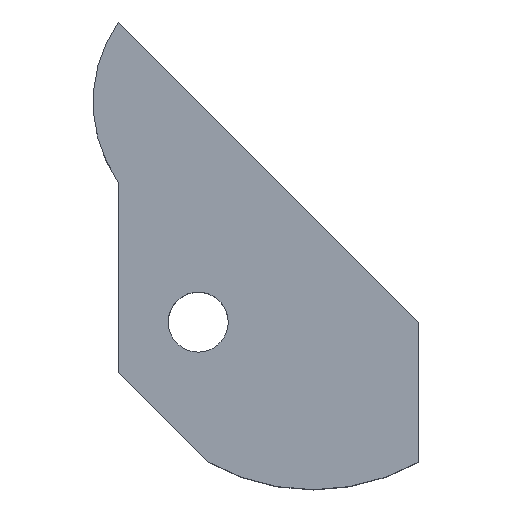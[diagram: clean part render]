
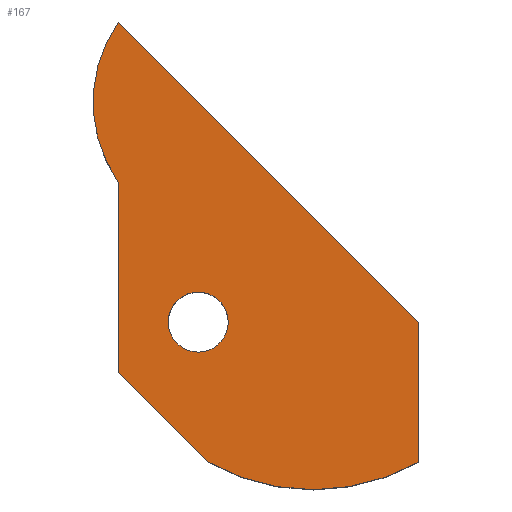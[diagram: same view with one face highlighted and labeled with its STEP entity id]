
A CAD part, top view. The second image highlights one B-rep face of the part: STEP entity #167.
In plain terms, the highlighted planar face has unit normal (0, 0, 1).
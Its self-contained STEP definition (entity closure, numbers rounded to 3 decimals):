
#19=FACE_BOUND('',#39,.T.);
#28=FACE_OUTER_BOUND('',#38,.T.);
#38=EDGE_LOOP('',(#146,#147,#148,#149,#150,#151));
#39=EDGE_LOOP('',(#152));
#43=CIRCLE('',#193,1.5);
#44=CIRCLE('',#195,7.02);
#45=CIRCLE('',#199,10.695);
#53=LINE('',#278,#68);
#55=LINE('',#282,#70);
#58=LINE('',#290,#73);
#60=LINE('',#293,#75);
#68=VECTOR('',#230,10.);
#70=VECTOR('',#234,10.);
#73=VECTOR('',#243,10.);
#75=VECTOR('',#247,10.);
#83=VERTEX_POINT('',#267);
#84=VERTEX_POINT('',#271);
#85=VERTEX_POINT('',#273);
#86=VERTEX_POINT('',#277);
#87=VERTEX_POINT('',#281);
#88=VERTEX_POINT('',#285);
#89=VERTEX_POINT('',#289);
#97=EDGE_CURVE('',#83,#83,#43,.T.);
#100=EDGE_CURVE('',#85,#84,#44,.T.);
#102=EDGE_CURVE('',#86,#85,#53,.T.);
#104=EDGE_CURVE('',#87,#86,#55,.T.);
#106=EDGE_CURVE('',#88,#87,#45,.T.);
#108=EDGE_CURVE('',#89,#88,#58,.T.);
#110=EDGE_CURVE('',#84,#89,#60,.T.);
#146=ORIENTED_EDGE('',*,*,#110,.T.);
#147=ORIENTED_EDGE('',*,*,#108,.T.);
#148=ORIENTED_EDGE('',*,*,#106,.T.);
#149=ORIENTED_EDGE('',*,*,#104,.T.);
#150=ORIENTED_EDGE('',*,*,#102,.T.);
#151=ORIENTED_EDGE('',*,*,#100,.T.);
#152=ORIENTED_EDGE('',*,*,#97,.T.);
#158=PLANE('',#202);
#167=ADVANCED_FACE('',(#28,#19),#158,.T.);
#193=AXIS2_PLACEMENT_3D('',#268,#219,#220);
#195=AXIS2_PLACEMENT_3D('',#274,#225,#226);
#199=AXIS2_PLACEMENT_3D('',#286,#238,#239);
#202=AXIS2_PLACEMENT_3D('',#294,#248,#249);
#219=DIRECTION('center_axis',(0.,0.,-1.));
#220=DIRECTION('ref_axis',(1.,0.,0.));
#225=DIRECTION('center_axis',(0.,0.,1.));
#226=DIRECTION('ref_axis',(-0.822,0.57,0.));
#230=DIRECTION('',(-0.707,0.707,0.));
#234=DIRECTION('',(0.,1.,0.));
#238=DIRECTION('center_axis',(0.,0.,1.));
#239=DIRECTION('ref_axis',(-0.491,-0.871,0.));
#243=DIRECTION('',(0.707,-0.707,0.));
#247=DIRECTION('',(0.,-1.,0.));
#248=DIRECTION('center_axis',(0.,0.,1.));
#249=DIRECTION('ref_axis',(1.,0.,0.));
#267=CARTESIAN_POINT('',(-7.5,19.,4.3));
#268=CARTESIAN_POINT('Origin',(-6.,19.,4.3));
#271=CARTESIAN_POINT('',(-10.,26.,4.3));
#273=CARTESIAN_POINT('',(-10.,34.,4.3));
#274=CARTESIAN_POINT('Origin',(-4.231,30.,4.3));
#277=CARTESIAN_POINT('',(5.,19.,4.3));
#278=CARTESIAN_POINT('',(5.,19.,4.3));
#281=CARTESIAN_POINT('',(5.,12.,4.3));
#282=CARTESIAN_POINT('',(5.,12.,4.3));
#285=CARTESIAN_POINT('',(-5.5,12.,4.3));
#286=CARTESIAN_POINT('Origin',(-0.25,21.318,4.3));
#289=CARTESIAN_POINT('',(-10.,16.5,4.3));
#290=CARTESIAN_POINT('',(-10.,16.5,4.3));
#293=CARTESIAN_POINT('',(-10.,30.,4.3));
#294=CARTESIAN_POINT('Origin',(-3.126,23.,4.3));
